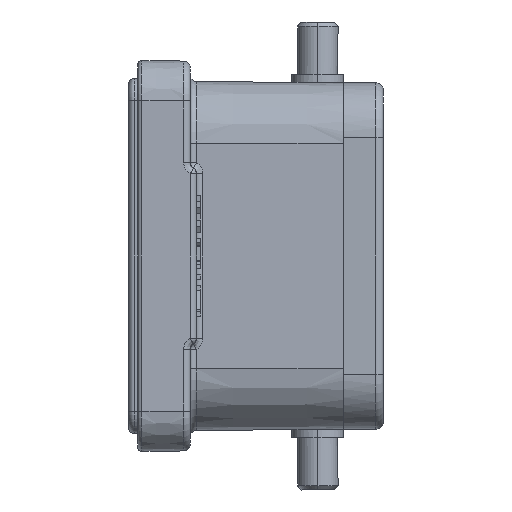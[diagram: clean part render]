
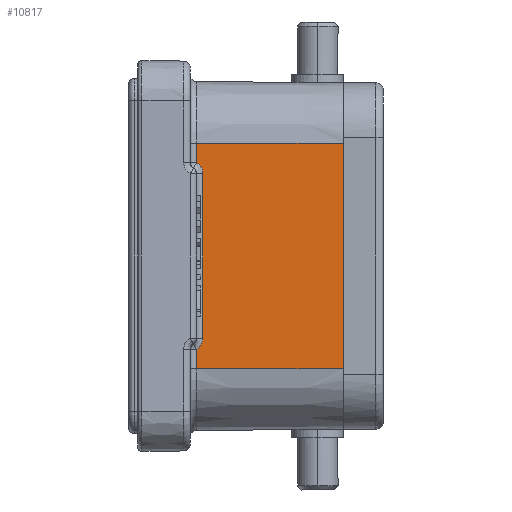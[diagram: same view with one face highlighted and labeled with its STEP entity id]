
A CAD part, left-side view. The second image highlights one B-rep face of the part: STEP entity #10817.
In plain terms, the highlighted planar face has unit normal (-1, -0.009, 0).
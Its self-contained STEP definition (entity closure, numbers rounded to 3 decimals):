
#1768=DIRECTION('',(0.,0.,1.));
#1769=VECTOR('',#1768,28.);
#1770=CARTESIAN_POINT('',(-60.,0.,-14.));
#1771=LINE('',#1770,#1769);
#1786=DIRECTION('',(0.009,-1.,0.));
#1787=VECTOR('',#1786,18.208);
#1788=CARTESIAN_POINT('',(-60.159,18.207,
-14.));
#1789=LINE('',#1788,#1787);
#2173=DIRECTION('',(-0.009,1.,0.));
#2174=VECTOR('',#2173,18.208);
#2175=CARTESIAN_POINT('',(-60.,0.,14.));
#2176=LINE('',#2175,#2174);
#2203=CARTESIAN_POINT('',(-60.159,18.207,
-11.586));
#2204=CARTESIAN_POINT('',(-60.158,18.083,
-11.514));
#2205=CARTESIAN_POINT('',(-60.156,17.864,
-11.345));
#2206=CARTESIAN_POINT('',(-60.154,17.605,
-11.009));
#2207=CARTESIAN_POINT('',(-60.152,17.444,
-10.617));
#2208=CARTESIAN_POINT('',(-60.152,17.407,
-10.343));
#2209=CARTESIAN_POINT('',(-60.152,17.407,
-10.2));
#2211=CARTESIAN_POINT('',(-60.152,17.407,10.2));
#2212=CARTESIAN_POINT('',(-60.152,17.407,10.343));
#2213=CARTESIAN_POINT('',(-60.152,17.444,10.617));
#2214=CARTESIAN_POINT('',(-60.154,17.605,11.009));
#2215=CARTESIAN_POINT('',(-60.156,17.864,11.345));
#2216=CARTESIAN_POINT('',(-60.158,18.083,11.514));
#2217=CARTESIAN_POINT('',(-60.159,18.207,11.586));
#2223=DIRECTION('',(0.,0.,-1.));
#2224=VECTOR('',#2223,2.414);
#2225=CARTESIAN_POINT('',(-60.159,18.207,14.));
#2226=LINE('',#2225,#2224);
#2541=DIRECTION('',(0.,0.,-1.));
#2542=VECTOR('',#2541,20.4);
#2543=CARTESIAN_POINT('',(-60.152,17.407,10.2));
#2544=LINE('',#2543,#2542);
#2591=DIRECTION('',(0.,0.,-1.));
#2592=VECTOR('',#2591,2.414);
#2593=CARTESIAN_POINT('',(-60.159,18.207,
-11.586));
#2594=LINE('',#2593,#2592);
#6666=CARTESIAN_POINT('',(-60.,0.,-14.));
#6667=VERTEX_POINT('',#6666);
#6668=CARTESIAN_POINT('',(-60.,0.,14.));
#6669=VERTEX_POINT('',#6668);
#6690=CARTESIAN_POINT('',(-60.159,18.207,14.));
#6691=VERTEX_POINT('',#6690);
#6692=CARTESIAN_POINT('',(-60.159,18.207,11.586));
#6693=VERTEX_POINT('',#6692);
#6694=CARTESIAN_POINT('',(-60.159,18.207,
-14.));
#6695=VERTEX_POINT('',#6694);
#6696=CARTESIAN_POINT('',(-60.159,18.207,
-11.586));
#6697=VERTEX_POINT('',#6696);
#6698=VERTEX_POINT('',#2209);
#6699=CARTESIAN_POINT('',(-60.152,17.407,10.2));
#6700=VERTEX_POINT('',#6699);
#10797=CARTESIAN_POINT('',(-60.,0.,-24.364));
#10798=DIRECTION('',(-1.,-0.009,0.));
#10799=DIRECTION('',(0.,0.,-1.));
#10800=AXIS2_PLACEMENT_3D('',#10797,#10798,#10799);
#10801=PLANE('',#10800);
#10803=ORIENTED_EDGE('',*,*,#10802,.F.);
#10804=ORIENTED_EDGE('',*,*,#10751,.F.);
#10805=ORIENTED_EDGE('',*,*,#10163,.F.);
#10806=ORIENTED_EDGE('',*,*,#10184,.F.);
#10808=ORIENTED_EDGE('',*,*,#10807,.F.);
#10810=ORIENTED_EDGE('',*,*,#10809,.T.);
#10812=ORIENTED_EDGE('',*,*,#10811,.F.);
#10814=ORIENTED_EDGE('',*,*,#10813,.T.);
#10815=EDGE_LOOP('',(#10803,#10804,#10805,#10806,#10808,#10810,#10812,#10814));
#10816=FACE_OUTER_BOUND('',#10815,.F.);
#10817=ADVANCED_FACE('',(#10816),#10801,.T.);
#2210=B_SPLINE_CURVE_WITH_KNOTS('',3,(#2203,#2204,#2205,#2206,#2207,#2208,
#2209),.UNSPECIFIED.,.F.,.F.,(4,1,1,1,4),(0.,0.25,0.5,0.75,1.),
.UNSPECIFIED.);
#2218=B_SPLINE_CURVE_WITH_KNOTS('',3,(#2211,#2212,#2213,#2214,#2215,#2216,
#2217),.UNSPECIFIED.,.F.,.F.,(4,1,1,1,4),(0.,0.25,0.5,0.75,1.),
.UNSPECIFIED.);
#10163=EDGE_CURVE('',#6667,#6669,#1771,.T.);
#10184=EDGE_CURVE('',#6695,#6667,#1789,.T.);
#10751=EDGE_CURVE('',#6669,#6691,#2176,.T.);
#10802=EDGE_CURVE('',#6691,#6693,#2226,.T.);
#10807=EDGE_CURVE('',#6697,#6695,#2594,.T.);
#10809=EDGE_CURVE('',#6697,#6698,#2210,.T.);
#10811=EDGE_CURVE('',#6700,#6698,#2544,.T.);
#10813=EDGE_CURVE('',#6700,#6693,#2218,.T.);
